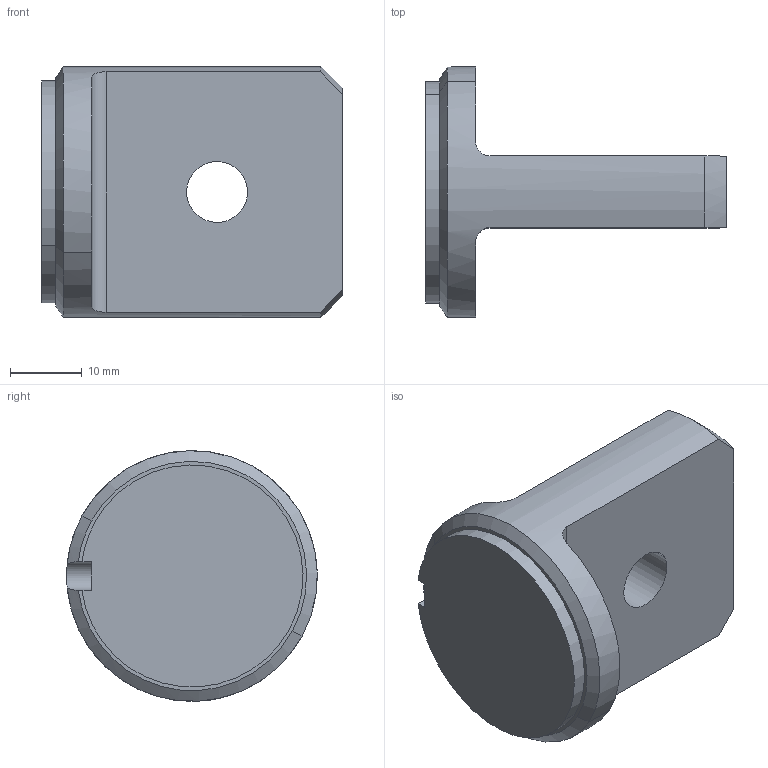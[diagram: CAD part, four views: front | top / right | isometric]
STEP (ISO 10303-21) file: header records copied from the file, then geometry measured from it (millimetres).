
FILE_DESCRIPTION(('CATIA V5 STEP Exchange'),'2;1');
FILE_NAME('Rohrende_Stahl.stp','2018-04-17T21:52:19+00:00',('none'),('none'),'Version 5-6 Release 2012','CATIA V5 STEP AP203','none');
FILE_SCHEMA(('CONFIG_CONTROL_DESIGN'));
Length unit declared in the file: millimetre
Products named in the file (1): Rohrende_Stahl
Bounding box: 42 x 35 x 35 mm (x, y, z)
Volume: 17685 mm3; surface area: 5705.3 mm2
Topology: 1 solids, 1 shells, 25 faces, 65 edges, 42 vertices
Faces by surface type: cylinder 10, plane 10, cone 5
Entity records: 791 total; most frequent: CARTESIAN_POINT 178, ORIENTED_EDGE 130, DIRECTION 92, EDGE_CURVE 65, AXIS2_PLACEMENT_3D 45, VERTEX_POINT 42, VECTOR 29, LINE 29
